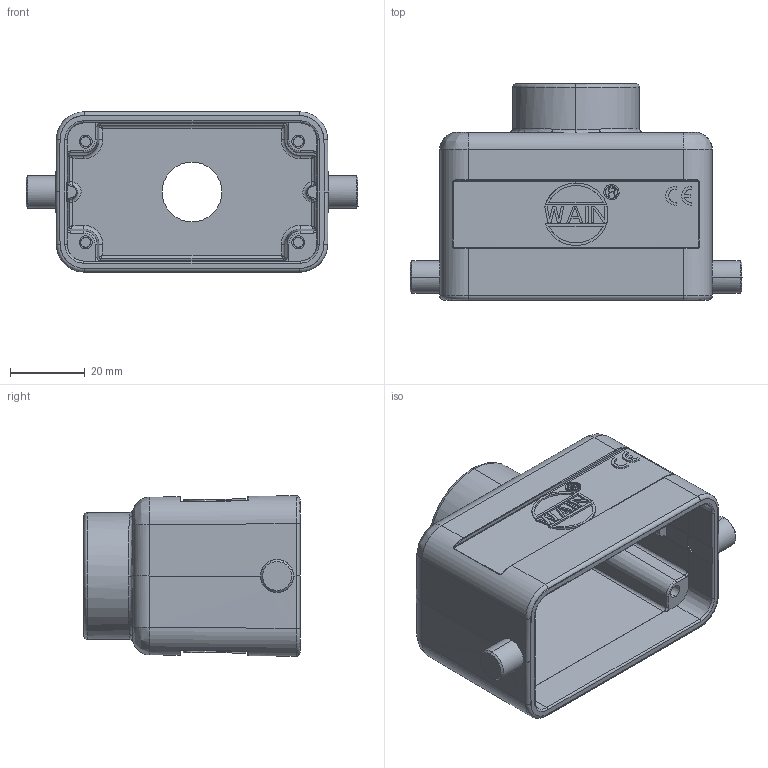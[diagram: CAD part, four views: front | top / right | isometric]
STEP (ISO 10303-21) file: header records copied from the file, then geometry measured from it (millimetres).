
FILE_DESCRIPTION(/* description */ (''),/* implementation_level */ '2;1');
FILE_NAME(/* name */ '3D_1240104151002_HV10B-TE-2B-M20_V1.1.stp',/* time_stamp */ '2023-12-20T17:04:16+08:00',/* author */ (''),/* organization */ (''),/* preprocessor_version */ 'ST-DEVELOPER v18.1',/* originating_system */ 'SIEMENS PLM Software NX 1980',/* authorisation */ '');
FILE_SCHEMA (('AUTOMOTIVE_DESIGN { 1 0 10303 214 3 1 1 1 }'));
Length unit declared in the file: millimetre
Products named in the file (1): 14593A38CB82xztu
Bounding box: 89 x 58 x 42.98 mm (x, y, z)
Volume: 48466.5 mm3; surface area: 26727.2 mm2
Topology: 3 solids, 3 shells, 454 faces, 1089 edges, 675 vertices
Faces by surface type: plane 249, cylinder 97, torus 40, cone 32, bspline 24, extrusion 8, sphere 4
Entity records: 15811 total; most frequent: CARTESIAN_POINT 5685, ORIENTED_EDGE 2174, DIRECTION 1877, EDGE_CURVE 1087, VECTOR 675, VERTEX_POINT 675, LINE 667, AXIS2_PLACEMENT_3D 601
